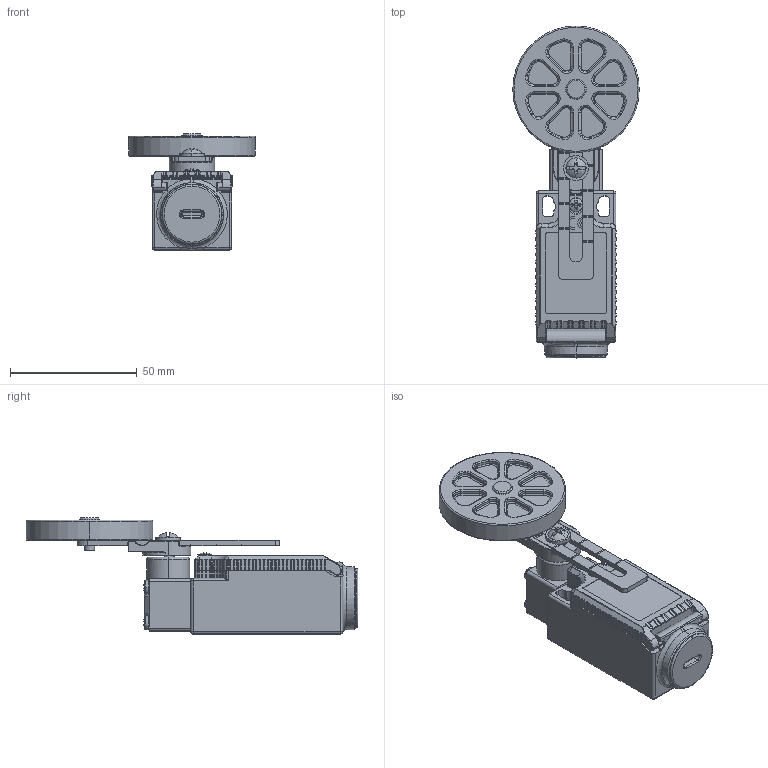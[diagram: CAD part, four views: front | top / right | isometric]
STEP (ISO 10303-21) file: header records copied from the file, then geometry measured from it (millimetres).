
FILE_DESCRIPTION (( 'STEP AP203' ), '1' );
FILE_NAME ('171-LSPS-Large Roller Lever (STEP format).STEP', '2016-11-24T14:34:42', ( '' ), ( '' ), 'SwSTEP 2.0', 'SolidWorks 2015', '' );
FILE_SCHEMA (( 'CONFIG_CONTROL_DESIGN' ));
Length unit declared in the file: millimetre
Products named in the file (1): 171-LSPS-Large Roller Lever (STEP format)
Bounding box: 50 x 131.1 x 45.9 mm (x, y, z)
Volume: 44356.9 mm3; surface area: 39258.4 mm2
Topology: 14 solids, 14 shells, 2923 faces, 7839 edges, 4998 vertices
Faces by surface type: cylinder 1204, plane 1200, bspline 354, cone 91, torus 74
Entity records: 114425 total; most frequent: CARTESIAN_POINT 45718, ORIENTED_EDGE 15604, DIRECTION 12817, EDGE_CURVE 7802, VERTEX_POINT 4998, LINE 4277, VECTOR 4277, AXIS2_PLACEMENT_3D 4270
